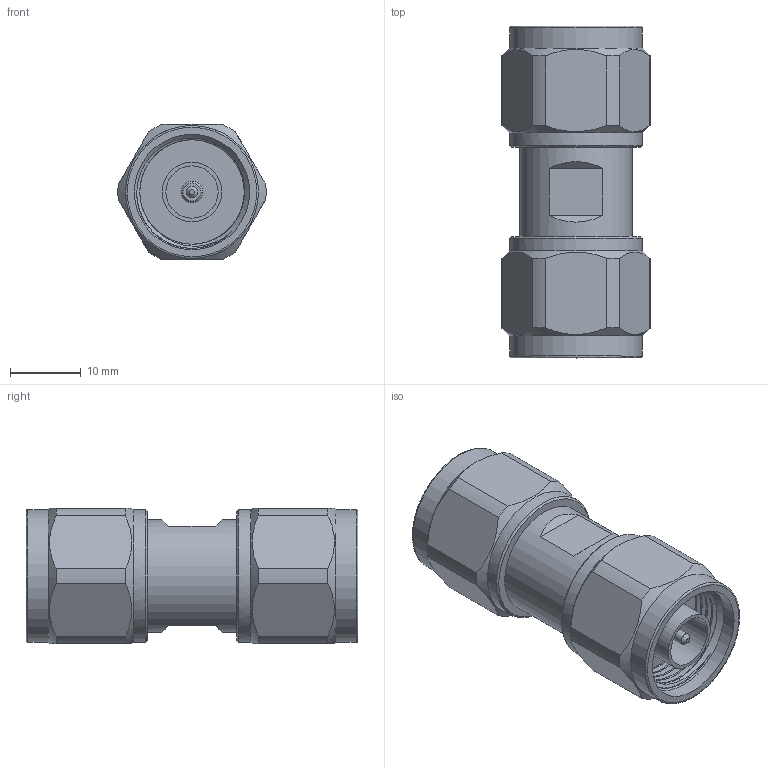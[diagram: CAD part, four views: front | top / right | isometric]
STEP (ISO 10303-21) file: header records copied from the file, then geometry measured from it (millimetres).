
FILE_DESCRIPTION (( 'STEP AP203' ), '1' );
FILE_NAME ('SM4007.step', '2020-03-12T20:33:13', ( '' ), ( '' ), 'SwSTEP 2.0', 'SolidWorks 2018', '' );
FILE_SCHEMA (( 'CONFIG_CONTROL_DESIGN' ));
Length unit declared in the file: inch
Products named in the file (1): SM4007
Bounding box: 20.87 x 46.74 x 19.05 mm (x, y, z)
Volume: 10093.2 mm3; surface area: 5117.2 mm2
Topology: 1 solids, 1 shells, 83 faces, 197 edges, 129 vertices
Faces by surface type: plane 32, cylinder 29, cone 14, bspline 8
Full cylindrical faces by diameter (mm): 1.651 x2, 3.048 x2, 7.366 x2, 8.382 x2, 15.875 x1, 16.256 x2, 18.735 x4
Entity records: 4315 total; most frequent: CARTESIAN_POINT 2658, DIRECTION 312, ORIENTED_EDGE 296, EDGE_CURVE 148, AXIS2_PLACEMENT_3D 140, EDGE_LOOP 124, VERTEX_POINT 112, FACE_OUTER_BOUND 98
